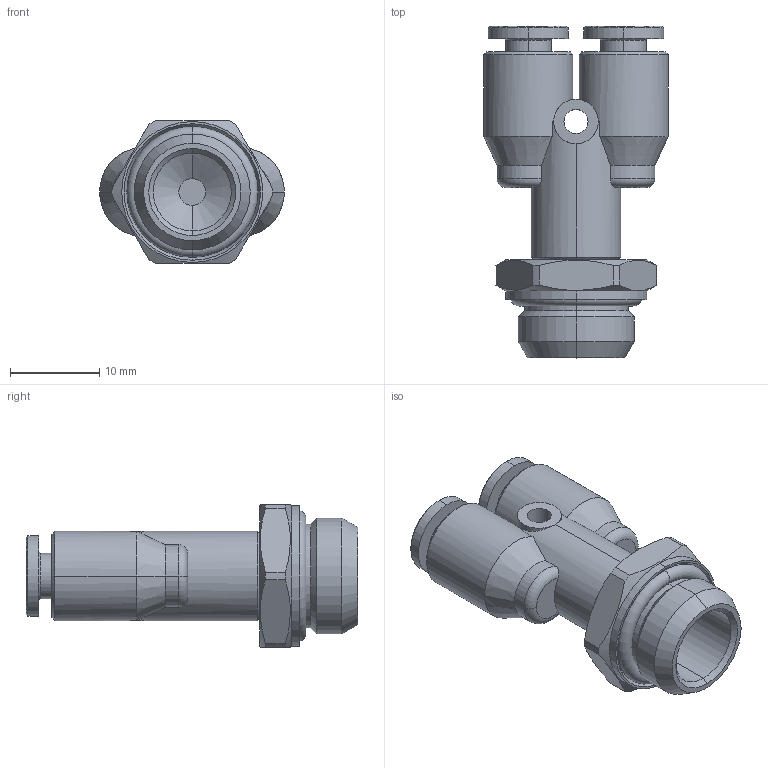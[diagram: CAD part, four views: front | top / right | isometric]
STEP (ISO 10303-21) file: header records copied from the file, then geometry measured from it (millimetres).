
FILE_DESCRIPTION (( 'STEP AP203' ), '1' );
FILE_NAME ('B0210012.STEP', '2012-08-27T06:42:20', ( 'UT1' ), ( 'sopra-pneumatic' ), 'SwSTEP 2.0', 'SolidWorks 2011', '' );
FILE_SCHEMA (( 'CONFIG_CONTROL_DESIGN' ));
Length unit declared in the file: millimetre
Products named in the file (1): B0210012
Bounding box: 20.7 x 37.19 x 16 mm (x, y, z)
Volume: 3889.5 mm3; surface area: 3618.6 mm2
Topology: 2 solids, 2 shells, 142 faces, 341 edges, 208 vertices
Faces by surface type: cylinder 54, plane 42, cone 38, torus 8
Entity records: 4476 total; most frequent: CARTESIAN_POINT 1014, DIRECTION 761, ORIENTED_EDGE 682, EDGE_CURVE 341, AXIS2_PLACEMENT_3D 309, VERTEX_POINT 208, CIRCLE 166, EDGE_LOOP 155
